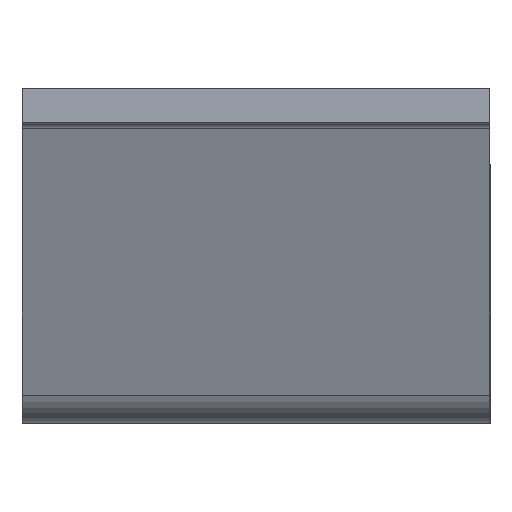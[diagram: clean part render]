
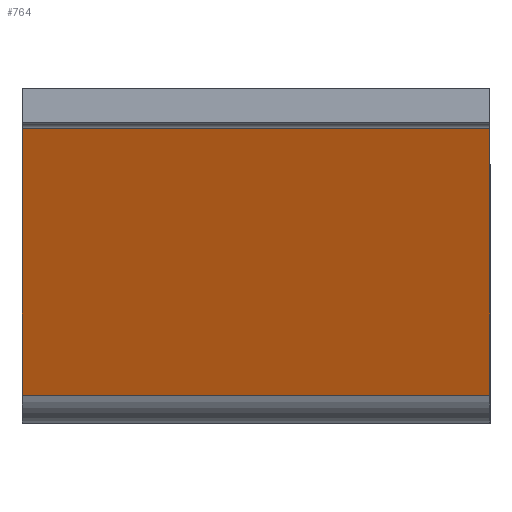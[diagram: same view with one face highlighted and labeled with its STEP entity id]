
A CAD part, left-side view. The second image highlights one B-rep face of the part: STEP entity #764.
In plain terms, the highlighted planar face has unit normal (-0.94, 0, -0.342).
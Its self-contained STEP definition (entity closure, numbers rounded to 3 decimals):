
#42 = ORIENTED_EDGE ( 'NONE', *, *, #963, .T. ) ;
#71 = ORIENTED_EDGE ( 'NONE', *, *, #974, .T. ) ;
#258 = VECTOR ( 'NONE', #1633, 1000. ) ;
#315 = CARTESIAN_POINT ( 'NONE',  ( 38.682, 0., -23.853 ) ) ;
#323 = LINE ( 'NONE', #362, #258 ) ;
#362 = CARTESIAN_POINT ( 'NONE',  ( 30., 41., 0. ) ) ;
#435 = CARTESIAN_POINT ( 'NONE',  ( 38.682, 41., -23.853 ) ) ;
#453 = CARTESIAN_POINT ( 'NONE',  ( 30., 41., 0. ) ) ;
#468 = PLANE ( 'NONE',  #891 ) ;
#478 = CARTESIAN_POINT ( 'NONE',  ( 38.682, 41., -23.853 ) ) ;
#482 = EDGE_CURVE ( 'NONE', #1332, #705, #755, .T. ) ;
#535 = CARTESIAN_POINT ( 'NONE',  ( 30.176, 41., -0.485 ) ) ;
#591 = DIRECTION ( 'NONE',  ( -0.94, 0., -0.342 ) ) ;
#596 = ORIENTED_EDGE ( 'NONE', *, *, #482, .F. ) ;
#614 = DIRECTION ( 'NONE',  ( 0., -1., 0. ) ) ;
#651 = VECTOR ( 'NONE', #1060, 1000. ) ;
#661 = EDGE_LOOP ( 'NONE', ( #596, #760, #42, #71 ) ) ;
#705 = VERTEX_POINT ( 'NONE', #315 ) ;
#715 = DIRECTION ( 'NONE',  ( -0.342, 0., 0.94 ) ) ;
#733 = VECTOR ( 'NONE', #614, 1000. ) ;
#755 = LINE ( 'NONE', #1038, #1346 ) ;
#760 = ORIENTED_EDGE ( 'NONE', *, *, #1153, .F. ) ;
#764 = ADVANCED_FACE ( 'NONE', ( #1204 ), #468, .T. ) ;
#819 = CARTESIAN_POINT ( 'NONE',  ( 30.176, 0., -0.485 ) ) ;
#891 = AXIS2_PLACEMENT_3D ( 'NONE', #453, #591, #715 ) ;
#937 = CARTESIAN_POINT ( 'NONE',  ( 30.176, 41., -0.485 ) ) ;
#950 = LINE ( 'NONE', #478, #733 ) ;
#963 = EDGE_CURVE ( 'NONE', #1335, #1350, #323, .T. ) ;
#974 = EDGE_CURVE ( 'NONE', #1350, #705, #950, .T. ) ;
#1038 = CARTESIAN_POINT ( 'NONE',  ( 30., 0., 0. ) ) ;
#1060 = DIRECTION ( 'NONE',  ( 0., -1., 0. ) ) ;
#1153 = EDGE_CURVE ( 'NONE', #1335, #1332, #1459, .T. ) ;
#1204 = FACE_OUTER_BOUND ( 'NONE', #661, .T. ) ;
#1306 = DIRECTION ( 'NONE',  ( 0.342, 0., -0.94 ) ) ;
#1332 = VERTEX_POINT ( 'NONE', #819 ) ;
#1335 = VERTEX_POINT ( 'NONE', #937 ) ;
#1346 = VECTOR ( 'NONE', #1306, 1000. ) ;
#1350 = VERTEX_POINT ( 'NONE', #435 ) ;
#1459 = LINE ( 'NONE', #535, #651 ) ;
#1633 = DIRECTION ( 'NONE',  ( 0.342, 0., -0.94 ) ) ;
